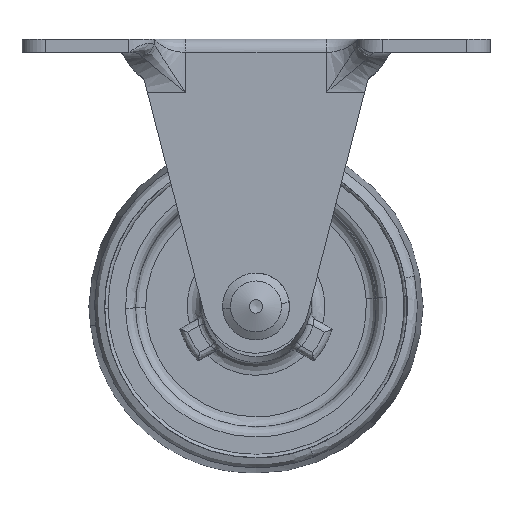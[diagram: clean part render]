
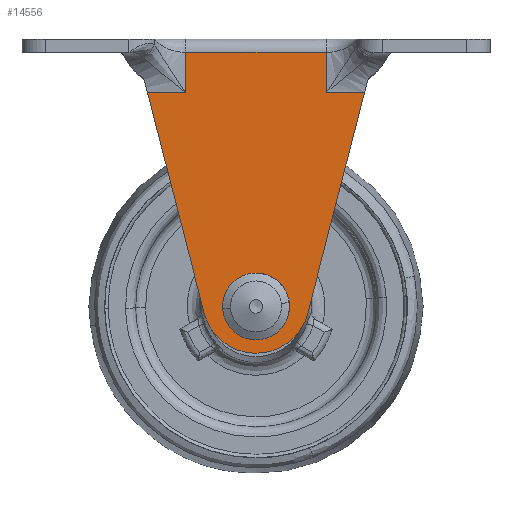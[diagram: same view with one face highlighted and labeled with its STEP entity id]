
A CAD part, front view. The second image highlights one B-rep face of the part: STEP entity #14556.
In plain terms, the highlighted free-form (B-spline) face has degree [1, 1] with [2, 2] control points.
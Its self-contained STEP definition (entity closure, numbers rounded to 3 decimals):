
#9484=CARTESIAN_POINT('',(3.24,-15.0,14.755));
#9485=VERTEX_POINT('',#9484);
#9491=CARTESIAN_POINT('',(0.0,-15.0,17.75));
#9492=VERTEX_POINT('',#9491);
#9493=CARTESIAN_POINT('',(0.0,-15.0,17.75));
#9494=CARTESIAN_POINT('',(3.004,-15.,17.75));
#9495=CARTESIAN_POINT('',(3.24,-15.,14.755));
#9503=(BOUNDED_CURVE()B_SPLINE_CURVE(2,(#9493,#9494,#9495),.UNSPECIFIED.,.F.,.U.)B_SPLINE_CURVE_WITH_KNOTS((3,3),(0.0,0.236),.UNSPECIFIED.)CURVE()GEOMETRIC_REPRESENTATION_ITEM()RATIONAL_B_SPLINE_CURVE((1.0,0.723,0.97))REPRESENTATION_ITEM(''));
#9504=EDGE_CURVE('',#9492,#9485,#9503,.T.);
#9506=CARTESIAN_POINT('',(-3.24,-15.0,14.245));
#9507=VERTEX_POINT('',#9506);
#9508=CARTESIAN_POINT('',(-3.24,-15.,14.245));
#9509=CARTESIAN_POINT('',(-3.25,-15.,14.372));
#9510=CARTESIAN_POINT('',(-3.25,-15.0,14.5));
#9511=CARTESIAN_POINT('',(-3.25,-15.,17.75));
#9512=CARTESIAN_POINT('',(0.0,-15.0,17.75));
#9520=(BOUNDED_CURVE()B_SPLINE_CURVE(2,(#9508,#9509,#9510,#9511,#9512),.UNSPECIFIED.,.F.,.U.)B_SPLINE_CURVE_WITH_KNOTS((3,2,3),(0.736,0.75,1.0),.UNSPECIFIED.)CURVE()GEOMETRIC_REPRESENTATION_ITEM()RATIONAL_B_SPLINE_CURVE((0.97,0.984,1.0,0.707,1.0))REPRESENTATION_ITEM(''));
#9521=EDGE_CURVE('',#9507,#9492,#9520,.T.);
#9597=CARTESIAN_POINT('',(0.0,-15.0,11.25));
#9598=VERTEX_POINT('',#9597);
#9599=CARTESIAN_POINT('',(0.0,-15.0,11.25));
#9600=CARTESIAN_POINT('',(-3.004,-15.,11.25));
#9601=CARTESIAN_POINT('',(-3.24,-15.,14.245));
#9609=(BOUNDED_CURVE()B_SPLINE_CURVE(2,(#9599,#9600,#9601),.UNSPECIFIED.,.F.,.U.)B_SPLINE_CURVE_WITH_KNOTS((3,3),(0.5,0.736),.UNSPECIFIED.)CURVE()GEOMETRIC_REPRESENTATION_ITEM()RATIONAL_B_SPLINE_CURVE((1.0,0.723,0.97))REPRESENTATION_ITEM(''));
#9610=EDGE_CURVE('',#9598,#9507,#9609,.T.);
#9612=CARTESIAN_POINT('',(3.24,-15.,14.755));
#9613=CARTESIAN_POINT('',(3.25,-15.0,14.628));
#9614=CARTESIAN_POINT('',(3.25,-15.0,14.5));
#9615=CARTESIAN_POINT('',(3.25,-15.,11.25));
#9616=CARTESIAN_POINT('',(0.0,-15.0,11.25));
#9624=(BOUNDED_CURVE()B_SPLINE_CURVE(2,(#9612,#9613,#9614,#9615,#9616),.UNSPECIFIED.,.F.,.U.)B_SPLINE_CURVE_WITH_KNOTS((3,2,3),(0.236,0.25,0.5),.UNSPECIFIED.)CURVE()GEOMETRIC_REPRESENTATION_ITEM()RATIONAL_B_SPLINE_CURVE((0.97,0.984,1.0,0.707,1.0))REPRESENTATION_ITEM(''));
#9625=EDGE_CURVE('',#9485,#9598,#9624,.T.);
#12503=CARTESIAN_POINT('',(-10.515,-15.,52.5));
#12504=VERTEX_POINT('',#12503);
#12569=CARTESIAN_POINT('',(10.515,-15.0,52.5));
#12570=VERTEX_POINT('',#12569);
#12592=CARTESIAN_POINT('',(10.515,-15.0,52.5));
#12593=CARTESIAN_POINT('',(-10.515,-15.,52.5));
#12594=QUASI_UNIFORM_CURVE('',1,(#12592,#12593),.UNSPECIFIED.,.F.,.U.);
#12595=EDGE_CURVE('',#12570,#12504,#12594,.T.);
#13180=CARTESIAN_POINT('',(10.515,-15.0,46.5));
#13181=VERTEX_POINT('',#13180);
#13393=CARTESIAN_POINT('',(-10.515,-15.,46.5));
#13394=VERTEX_POINT('',#13393);
#13913=CARTESIAN_POINT('',(-10.515,-15.,46.5));
#13914=CARTESIAN_POINT('',(-10.515,-15.,52.5));
#13915=QUASI_UNIFORM_CURVE('',1,(#13913,#13914),.UNSPECIFIED.,.F.,.U.);
#13916=EDGE_CURVE('',#13394,#12504,#13915,.T.);
#13948=CARTESIAN_POINT('',(10.515,-15.0,46.5));
#13949=CARTESIAN_POINT('',(10.515,-15.0,52.5));
#13950=QUASI_UNIFORM_CURVE('',1,(#13948,#13949),.UNSPECIFIED.,.F.,.U.);
#13951=EDGE_CURVE('',#13181,#12570,#13950,.T.);
#14479=CARTESIAN_POINT('',(16.235,-15.0,46.5));
#14480=VERTEX_POINT('',#14479);
#14481=CARTESIAN_POINT('',(10.515,-15.0,46.5));
#14482=CARTESIAN_POINT('',(16.235,-15.0,46.5));
#14483=QUASI_UNIFORM_CURVE('',1,(#14481,#14482),.UNSPECIFIED.,.F.,.U.);
#14484=EDGE_CURVE('',#13181,#14480,#14483,.T.);
#14503=CARTESIAN_POINT('',(-17.857,-15.0,5.252));
#14504=CARTESIAN_POINT('',(-17.857,-15.0,54.748));
#14505=CARTESIAN_POINT('',(17.857,-15.0,5.252));
#14506=CARTESIAN_POINT('',(17.857,-15.0,54.748));
#14507=B_SPLINE_SURFACE_WITH_KNOTS('',1,1,((#14503,#14505),(#14504,#14506)),.UNSPECIFIED.,.F.,.F.,.U.,(2,2),(2,2),(0.0,49.496),(0.0,35.715),.UNSPECIFIED.);
#14508=ORIENTED_EDGE('',*,*,#13951,.T.);
#14509=ORIENTED_EDGE('',*,*,#12595,.T.);
#14510=ORIENTED_EDGE('',*,*,#13916,.F.);
#14511=CARTESIAN_POINT('',(-16.235,-15.0,46.5));
#14512=VERTEX_POINT('',#14511);
#14513=CARTESIAN_POINT('',(-16.235,-15.0,46.5));
#14514=CARTESIAN_POINT('',(-10.515,-15.,46.5));
#14515=QUASI_UNIFORM_CURVE('',1,(#14513,#14514),.UNSPECIFIED.,.F.,.U.);
#14516=EDGE_CURVE('',#14512,#13394,#14515,.T.);
#14517=ORIENTED_EDGE('',*,*,#14516,.F.);
#14518=CARTESIAN_POINT('',(-7.748,-15.0,13.507));
#14519=VERTEX_POINT('',#14518);
#14520=CARTESIAN_POINT('',(-7.748,-15.0,13.507));
#14521=CARTESIAN_POINT('',(-16.235,-15.0,46.5));
#14522=QUASI_UNIFORM_CURVE('',1,(#14520,#14521),.UNSPECIFIED.,.F.,.U.);
#14523=EDGE_CURVE('',#14519,#14512,#14522,.T.);
#14524=ORIENTED_EDGE('',*,*,#14523,.F.);
#14525=CARTESIAN_POINT('',(7.748,-15.0,13.507));
#14526=VERTEX_POINT('',#14525);
#14527=CARTESIAN_POINT('',(7.748,-15.0,13.507));
#14528=CARTESIAN_POINT('',(6.202,-15.0,7.5));
#14529=CARTESIAN_POINT('',(0.,-15.0,7.5));
#14530=CARTESIAN_POINT('',(-6.202,-15.0,7.5));
#14531=CARTESIAN_POINT('',(-7.748,-15.0,13.507));
#14539=(BOUNDED_CURVE()B_SPLINE_CURVE(2,(#14527,#14528,#14529,#14530,#14531),.UNSPECIFIED.,.F.,.U.)B_SPLINE_CURVE_WITH_KNOTS((3,2,3),(0.0,0.5,1.0),.UNSPECIFIED.)CURVE()GEOMETRIC_REPRESENTATION_ITEM()RATIONAL_B_SPLINE_CURVE((1.0,0.79,1.0,0.79,1.0))REPRESENTATION_ITEM(''));
#14540=EDGE_CURVE('',#14526,#14519,#14539,.T.);
#14541=ORIENTED_EDGE('',*,*,#14540,.F.);
#14542=CARTESIAN_POINT('',(16.235,-15.0,46.5));
#14543=CARTESIAN_POINT('',(7.748,-15.0,13.507));
#14544=QUASI_UNIFORM_CURVE('',1,(#14542,#14543),.UNSPECIFIED.,.F.,.U.);
#14545=EDGE_CURVE('',#14480,#14526,#14544,.T.);
#14546=ORIENTED_EDGE('',*,*,#14545,.F.);
#14547=ORIENTED_EDGE('',*,*,#14484,.F.);
#14548=EDGE_LOOP('',(#14508,#14509,#14510,#14517,#14524,#14541,#14546,#14547));
#14549=FACE_OUTER_BOUND('',#14548,.T.);
#14550=ORIENTED_EDGE('',*,*,#9610,.T.);
#14551=ORIENTED_EDGE('',*,*,#9521,.T.);
#14552=ORIENTED_EDGE('',*,*,#9504,.T.);
#14553=ORIENTED_EDGE('',*,*,#9625,.T.);
#14554=EDGE_LOOP('',(#14550,#14551,#14552,#14553));
#14555=FACE_BOUND('',#14554,.T.);
#14556=ADVANCED_FACE('',(#14549,#14555),#14507,.F.);
